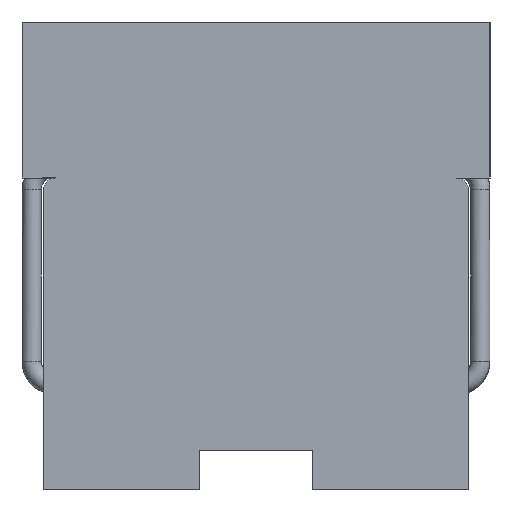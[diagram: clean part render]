
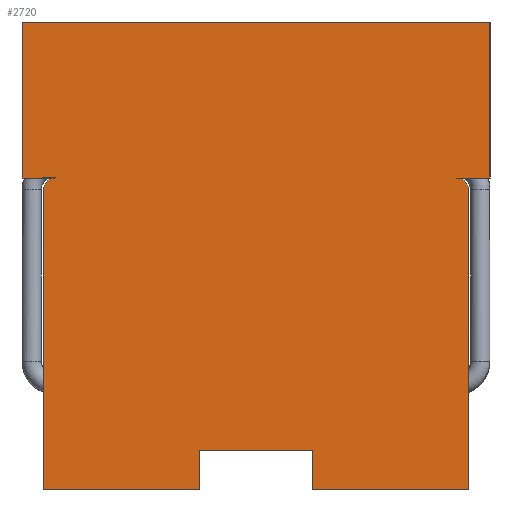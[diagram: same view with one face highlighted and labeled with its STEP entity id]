
A CAD part, left-side view. The second image highlights one B-rep face of the part: STEP entity #2720.
In plain terms, the highlighted planar face has unit normal (-1, 0, 0).
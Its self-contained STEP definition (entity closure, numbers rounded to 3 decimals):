
#24=LINE('',#3563,#88);
#56=LINE('',#3650,#120);
#68=LINE('',#3672,#132);
#71=LINE('',#3677,#135);
#72=LINE('',#3679,#136);
#73=LINE('',#3681,#137);
#74=LINE('',#3683,#138);
#75=LINE('',#3685,#139);
#76=LINE('',#3686,#140);
#77=LINE('',#3688,#141);
#78=LINE('',#3689,#142);
#79=LINE('',#3691,#143);
#88=VECTOR('',#3091,1000.);
#120=VECTOR('',#3161,1000.);
#132=VECTOR('',#3177,1000.);
#135=VECTOR('',#3182,1000.);
#136=VECTOR('',#3183,1000.);
#137=VECTOR('',#3184,1000.);
#138=VECTOR('',#3185,1000.);
#139=VECTOR('',#3186,1000.);
#140=VECTOR('',#3187,1000.);
#141=VECTOR('',#3188,1000.);
#142=VECTOR('',#3189,1000.);
#143=VECTOR('',#3190,1000.);
#159=PLANE('',#2884);
#414=ORIENTED_EDGE('',*,*,#737,.F.);
#415=ORIENTED_EDGE('',*,*,#777,.F.);
#416=ORIENTED_EDGE('',*,*,#778,.T.);
#417=ORIENTED_EDGE('',*,*,#779,.T.);
#418=ORIENTED_EDGE('',*,*,#780,.F.);
#419=ORIENTED_EDGE('',*,*,#781,.F.);
#420=ORIENTED_EDGE('',*,*,#727,.F.);
#421=ORIENTED_EDGE('',*,*,#774,.F.);
#422=ORIENTED_EDGE('',*,*,#782,.F.);
#423=ORIENTED_EDGE('',*,*,#783,.T.);
#424=ORIENTED_EDGE('',*,*,#719,.F.);
#425=ORIENTED_EDGE('',*,*,#784,.F.);
#426=ORIENTED_EDGE('',*,*,#785,.F.);
#427=ORIENTED_EDGE('',*,*,#762,.T.);
#719=EDGE_CURVE('',#915,#916,#24,.T.);
#727=EDGE_CURVE('',#923,#924,#1086,.T.);
#737=EDGE_CURVE('',#933,#934,#1091,.T.);
#762=EDGE_CURVE('',#951,#934,#56,.T.);
#774=EDGE_CURVE('',#959,#923,#68,.T.);
#777=EDGE_CURVE('',#960,#933,#71,.T.);
#778=EDGE_CURVE('',#960,#961,#72,.T.);
#779=EDGE_CURVE('',#961,#962,#73,.T.);
#780=EDGE_CURVE('',#963,#962,#74,.T.);
#781=EDGE_CURVE('',#924,#963,#75,.T.);
#782=EDGE_CURVE('',#964,#959,#76,.T.);
#783=EDGE_CURVE('',#964,#916,#77,.T.);
#784=EDGE_CURVE('',#965,#915,#78,.T.);
#785=EDGE_CURVE('',#951,#965,#79,.T.);
#915=VERTEX_POINT('',#3564);
#916=VERTEX_POINT('',#3565);
#923=VERTEX_POINT('',#3582);
#924=VERTEX_POINT('',#3583);
#933=VERTEX_POINT('',#3603);
#934=VERTEX_POINT('',#3605);
#951=VERTEX_POINT('',#3651);
#959=VERTEX_POINT('',#3673);
#960=VERTEX_POINT('',#3678);
#961=VERTEX_POINT('',#3680);
#962=VERTEX_POINT('',#3682);
#963=VERTEX_POINT('',#3684);
#964=VERTEX_POINT('',#3687);
#965=VERTEX_POINT('',#3690);
#1086=CIRCLE('',#2865,0.03);
#1091=CIRCLE('',#2872,0.03);
#1179=EDGE_LOOP('',(#414,#415,#416,#417,#418,#419,#420,#421,#422,#423,#424,
#425,#426,#427));
#1453=FACE_BOUND('',#1179,.T.);
#2720=ADVANCED_FACE('',(#1453),#159,.F.);
#2865=AXIS2_PLACEMENT_3D('',#3581,#3103,#3104);
#2872=AXIS2_PLACEMENT_3D('',#3604,#3122,#3123);
#2884=AXIS2_PLACEMENT_3D('',#3676,#3180,#3181);
#3091=DIRECTION('',(0.,-1.,0.));
#3103=DIRECTION('',(1.,0.,0.));
#3104=DIRECTION('',(0.,0.,-1.));
#3122=DIRECTION('',(1.,0.,0.));
#3123=DIRECTION('',(0.,0.,-1.));
#3161=DIRECTION('',(0.,0.,-1.));
#3177=DIRECTION('',(0.,0.,-1.));
#3180=DIRECTION('',(1.,0.,0.));
#3181=DIRECTION('',(0.,0.,-1.));
#3182=DIRECTION('',(0.,-1.,0.));
#3183=DIRECTION('',(0.,0.,-1.));
#3184=DIRECTION('',(0.,-1.,0.));
#3185=DIRECTION('',(0.,0.,-1.));
#3186=DIRECTION('',(0.,-1.,0.));
#3187=DIRECTION('',(0.,-1.,0.));
#3188=DIRECTION('',(0.,0.,-1.));
#3189=DIRECTION('',(0.,0.,-1.));
#3190=DIRECTION('',(0.,-1.,0.));
#3563=CARTESIAN_POINT('',(-1.,0.545,0.7));
#3564=CARTESIAN_POINT('',(-1.,0.145,0.7));
#3565=CARTESIAN_POINT('',(-1.,-0.145,0.7));
#3581=CARTESIAN_POINT('',(-1.,-0.515,0.03));
#3582=CARTESIAN_POINT('',(-1.,-0.545,0.03));
#3583=CARTESIAN_POINT('',(-1.,-0.515,0.));
#3603=CARTESIAN_POINT('',(-1.,0.515,0.));
#3604=CARTESIAN_POINT('',(-1.,0.515,0.03));
#3605=CARTESIAN_POINT('',(-1.,0.545,0.03));
#3650=CARTESIAN_POINT('',(-1.,0.545,0.5));
#3651=CARTESIAN_POINT('',(-1.,0.545,0.8));
#3672=CARTESIAN_POINT('',(-1.,-0.545,0.5));
#3673=CARTESIAN_POINT('',(-1.,-0.545,0.8));
#3676=CARTESIAN_POINT('',(-1.,0.545,0.5));
#3677=CARTESIAN_POINT('',(-1.,0.6,0.));
#3678=CARTESIAN_POINT('',(-1.,0.6,0.));
#3679=CARTESIAN_POINT('',(-1.,0.6,0.));
#3680=CARTESIAN_POINT('',(-1.,0.6,-0.4));
#3681=CARTESIAN_POINT('',(-1.,0.6,-0.4));
#3682=CARTESIAN_POINT('',(-1.,-0.6,-0.4));
#3683=CARTESIAN_POINT('',(-1.,-0.6,0.));
#3684=CARTESIAN_POINT('',(-1.,-0.6,0.));
#3685=CARTESIAN_POINT('',(-1.,0.6,0.));
#3686=CARTESIAN_POINT('',(-1.,-0.145,0.8));
#3687=CARTESIAN_POINT('',(-1.,-0.145,0.8));
#3688=CARTESIAN_POINT('',(-1.,-0.145,0.8));
#3689=CARTESIAN_POINT('',(-1.,0.145,0.8));
#3690=CARTESIAN_POINT('',(-1.,0.145,0.8));
#3691=CARTESIAN_POINT('',(-1.,0.545,0.8));
